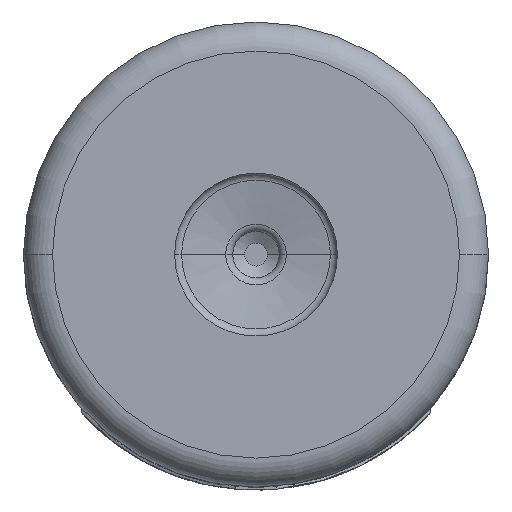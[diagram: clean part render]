
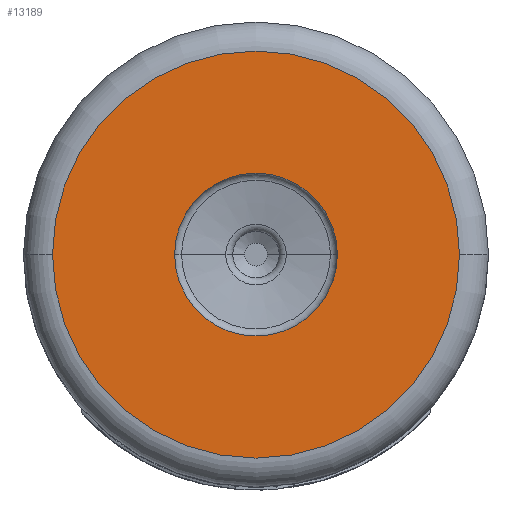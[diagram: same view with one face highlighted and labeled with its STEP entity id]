
A CAD part, front view. The second image highlights one B-rep face of the part: STEP entity #13189.
In plain terms, the highlighted planar face has unit normal (0, -1, 0).
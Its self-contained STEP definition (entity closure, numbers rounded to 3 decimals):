
#1799=CARTESIAN_POINT('',(0.,-4.,0.));
#1800=DIRECTION('',(0.,-1.,0.));
#1801=DIRECTION('',(1.,0.,0.));
#1802=AXIS2_PLACEMENT_3D('',#1799,#1800,#1801);
#1814=CARTESIAN_POINT('',(0.,-4.,0.));
#1815=DIRECTION('',(0.,-1.,0.));
#1816=DIRECTION('',(-1.,0.,0.));
#1817=AXIS2_PLACEMENT_3D('',#1814,#1815,#1816);
#1819=CARTESIAN_POINT('',(0.,-4.,0.));
#1820=DIRECTION('',(0.,-1.,0.));
#1821=DIRECTION('',(1.,0.,0.));
#1822=AXIS2_PLACEMENT_3D('',#1819,#1820,#1821);
#1824=CARTESIAN_POINT('',(0.,-4.,0.));
#1825=DIRECTION('',(0.,-1.,0.));
#1826=DIRECTION('',(-1.,0.,0.));
#1827=AXIS2_PLACEMENT_3D('',#1824,#1825,#1826);
#11263=CARTESIAN_POINT('',(-1.4,-4.,0.));
#11264=CARTESIAN_POINT('',(1.4,-4.,0.));
#11265=VERTEX_POINT('',#11263);
#11266=VERTEX_POINT('',#11264);
#11267=CARTESIAN_POINT('',(3.5,-4.,0.));
#11268=CARTESIAN_POINT('',(-3.5,-4.,0.));
#11269=VERTEX_POINT('',#11267);
#11270=VERTEX_POINT('',#11268);
#13173=CARTESIAN_POINT('',(0.,-4.,0.));
#13174=DIRECTION('',(0.,1.,0.));
#13175=DIRECTION('',(1.,0.,0.));
#13176=AXIS2_PLACEMENT_3D('',#13173,#13174,#13175);
#13177=PLANE('',#13176);
#13178=ORIENTED_EDGE('',*,*,#13163,.F.);
#13180=ORIENTED_EDGE('',*,*,#13179,.F.);
#13181=EDGE_LOOP('',(#13178,#13180));
#13182=FACE_OUTER_BOUND('',#13181,.F.);
#13184=ORIENTED_EDGE('',*,*,#13183,.T.);
#13186=ORIENTED_EDGE('',*,*,#13185,.T.);
#13187=EDGE_LOOP('',(#13184,#13186));
#13188=FACE_BOUND('',#13187,.F.);
#13189=ADVANCED_FACE('',(#13182,#13188),#13177,.F.);
#1803=CIRCLE('',#1802,3.5);
#1818=CIRCLE('',#1817,1.4);
#1823=CIRCLE('',#1822,1.4);
#1828=CIRCLE('',#1827,3.5);
#13163=EDGE_CURVE('',#11269,#11270,#1803,.T.);
#13179=EDGE_CURVE('',#11270,#11269,#1828,.T.);
#13183=EDGE_CURVE('',#11265,#11266,#1818,.T.);
#13185=EDGE_CURVE('',#11266,#11265,#1823,.T.);
